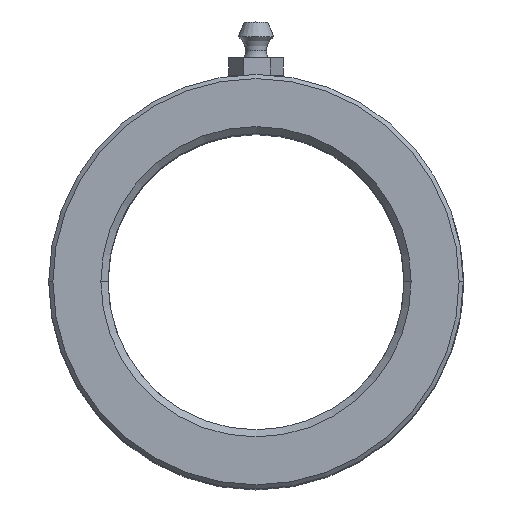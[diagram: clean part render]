
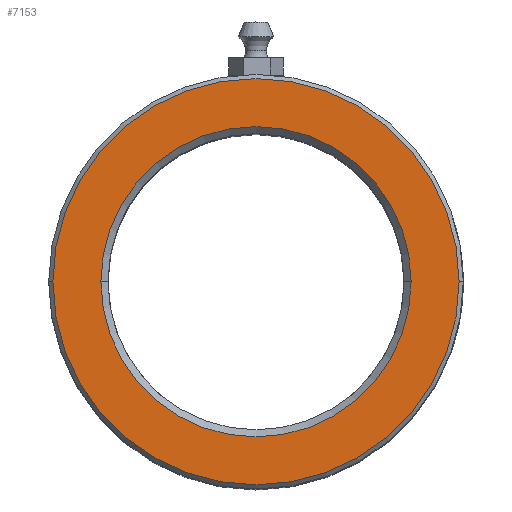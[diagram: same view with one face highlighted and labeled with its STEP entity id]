
A CAD part, top view. The second image highlights one B-rep face of the part: STEP entity #7153.
In plain terms, the highlighted planar face has unit normal (0, 0, 1).
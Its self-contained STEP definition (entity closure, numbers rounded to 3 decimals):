
#388 = EDGE_CURVE ( 'NONE', #4864, #5126, #4746, .T. ) ;
#690 = DIRECTION ( 'NONE',  ( 1., 0., 0. ) ) ;
#898 = CARTESIAN_POINT ( 'NONE',  ( 0., 0., 100. ) ) ;
#987 = CARTESIAN_POINT ( 'NONE',  ( 34.3, 0., 100. ) ) ;
#1075 = CARTESIAN_POINT ( 'NONE',  ( 26.2, 0., 100. ) ) ;
#1199 = CIRCLE ( 'NONE', #2556, 26.2 ) ;
#1526 = AXIS2_PLACEMENT_3D ( 'NONE', #2308, #2896, #5247 ) ;
#1571 = FACE_OUTER_BOUND ( 'NONE', #4506, .T. ) ;
#1623 = ORIENTED_EDGE ( 'NONE', *, *, #388, .T. ) ;
#1655 = EDGE_CURVE ( 'NONE', #6258, #4190, #6699, .T. ) ;
#1931 = EDGE_LOOP ( 'NONE', ( #4814, #6859 ) ) ;
#2024 = AXIS2_PLACEMENT_3D ( 'NONE', #3022, #3589, #690 ) ;
#2042 = DIRECTION ( 'NONE',  ( 1., 0., 0. ) ) ;
#2113 = CARTESIAN_POINT ( 'NONE',  ( 0., 0., 100. ) ) ;
#2308 = CARTESIAN_POINT ( 'NONE',  ( 0., 0., 100. ) ) ;
#2431 = PLANE ( 'NONE',  #2024 ) ;
#2556 = AXIS2_PLACEMENT_3D ( 'NONE', #2113, #2697, #6720 ) ;
#2600 = AXIS2_PLACEMENT_3D ( 'NONE', #3023, #2947, #5864 ) ;
#2697 = DIRECTION ( 'NONE',  ( 0., 0., -1. ) ) ;
#2869 = CARTESIAN_POINT ( 'NONE',  ( -26.2, 0., 100. ) ) ;
#2896 = DIRECTION ( 'NONE',  ( 0., 0., -1. ) ) ;
#2947 = DIRECTION ( 'NONE',  ( 0., 0., 1. ) ) ;
#3022 = CARTESIAN_POINT ( 'NONE',  ( 0., 0., 100. ) ) ;
#3023 = CARTESIAN_POINT ( 'NONE',  ( 0., 0., 100. ) ) ;
#3589 = DIRECTION ( 'NONE',  ( 0., 0., 1. ) ) ;
#3894 = CIRCLE ( 'NONE', #2600, 34.3 ) ;
#3928 = EDGE_CURVE ( 'NONE', #4190, #6258, #1199, .T. ) ;
#4190 = VERTEX_POINT ( 'NONE', #2869 ) ;
#4506 = EDGE_LOOP ( 'NONE', ( #1623, #6531 ) ) ;
#4644 = EDGE_CURVE ( 'NONE', #5126, #4864, #3894, .T. ) ;
#4705 = AXIS2_PLACEMENT_3D ( 'NONE', #898, #5503, #2042 ) ;
#4746 = CIRCLE ( 'NONE', #4705, 34.3 ) ;
#4814 = ORIENTED_EDGE ( 'NONE', *, *, #1655, .T. ) ;
#4864 = VERTEX_POINT ( 'NONE', #5336 ) ;
#5126 = VERTEX_POINT ( 'NONE', #987 ) ;
#5247 = DIRECTION ( 'NONE',  ( 1., 0., 0. ) ) ;
#5336 = CARTESIAN_POINT ( 'NONE',  ( -34.3, 0., 100. ) ) ;
#5503 = DIRECTION ( 'NONE',  ( 0., 0., 1. ) ) ;
#5864 = DIRECTION ( 'NONE',  ( 1., 0., 0. ) ) ;
#6258 = VERTEX_POINT ( 'NONE', #1075 ) ;
#6531 = ORIENTED_EDGE ( 'NONE', *, *, #4644, .T. ) ;
#6699 = CIRCLE ( 'NONE', #1526, 26.2 ) ;
#6708 = FACE_BOUND ( 'NONE', #1931, .T. ) ;
#6720 = DIRECTION ( 'NONE',  ( 1., 0., 0. ) ) ;
#6859 = ORIENTED_EDGE ( 'NONE', *, *, #3928, .T. ) ;
#7153 = ADVANCED_FACE ( 'NONE', ( #1571, #6708 ), #2431, .T. ) ;
